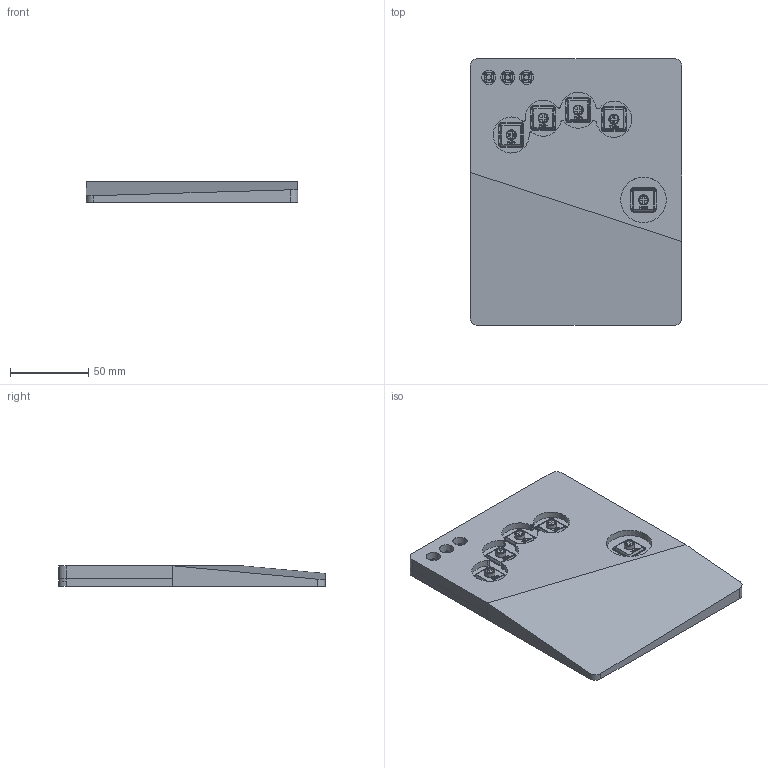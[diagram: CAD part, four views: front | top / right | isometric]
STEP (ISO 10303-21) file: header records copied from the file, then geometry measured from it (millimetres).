
FILE_DESCRIPTION(/* description */ (''),/* implementation_level */ '2;1');
FILE_NAME(/* name */ '1fbf1293-d1bb-4f7b-9eb7-12c13e5a0b23.stp',/* time_stamp */ '2024-05-30T04:49:35Z',/* author */ (''),/* organization */ (''),/* preprocessor_version */ 'ST-DEVELOPER v20',/* originating_system */ 'Autodesk Translation Framework v13.14.0.145',/* authorisation */ '');
FILE_SCHEMA (('AUTOMOTIVE_DESIGN { 1 0 10303 214 3 1 1 }'));
Length unit declared in the file: millimetre
Products named in the file (11): L; LPCB; TEENSY_4.0; TEENSY 4.0; PJ320A (1); PJ320A; Kailh Choc V2 LofreeFlow; Kailh Choc V2 LofreeFlow v1; SW_PUSH_6mm_H4.3mm; SW_PUSH_6mm_h4.3mm_1; LLv2_L_PCB
Assembly tree (16 placements, depth 4):
  L
    LPCB
      SW_PUSH_6mm_H4.3mm  x3
        SW_PUSH_6mm_h4.3mm_1
      TEENSY_4.0
        TEENSY 4.0
      Kailh Choc V2 LofreeFlow  x5
        Kailh Choc V2 LofreeFlow v1
      PJ320A (1)
        PJ320A
      LLv2_L_PCB
Bounding box: 135 x 170 x 13 mm (x, y, z)
Volume: 239244.6 mm3; surface area: 112648.4 mm2
Topology: 53 solids, 53 shells, 2101 faces, 5327 edges, 3492 vertices
Faces by surface type: plane 1394, cylinder 528, bspline 93, cone 75, sphere 7, torus 4
Full cylindrical faces by diameter (mm): 0.8 x2, 1 x12, 1.1 x14, 1.11 x34, 1.2 x14, 1.5 x36, 2.5 x1, 3 x16, 3.5 x3, 3.6 x1, 4.8 x5, 5 x1, 5.05 x5, 7 x5, 9 x6, 29 x1
Entity records: 38002 total; most frequent: CARTESIAN_POINT 7571, DIRECTION 6158, ORIENTED_EDGE 5964, EDGE_CURVE 2982, LINE 2110, VECTOR 2110, AXIS2_PLACEMENT_3D 2024, VERTEX_POINT 1986
